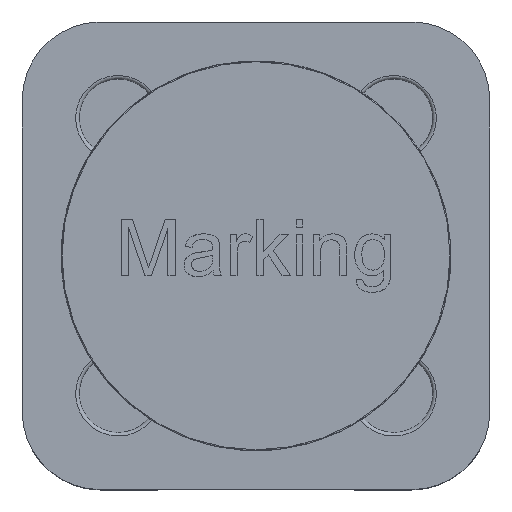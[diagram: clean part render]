
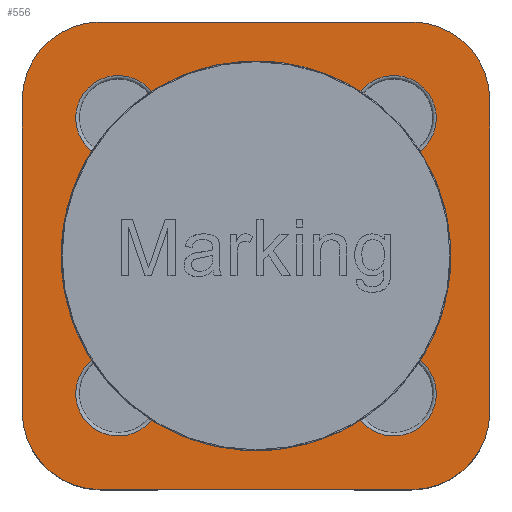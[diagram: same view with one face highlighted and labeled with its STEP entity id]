
A CAD part, top view. The second image highlights one B-rep face of the part: STEP entity #556.
In plain terms, the highlighted planar face has unit normal (0, 0, 1).
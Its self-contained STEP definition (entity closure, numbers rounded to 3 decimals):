
#556 = ADVANCED_FACE( '', ( #1156, #1157 ), #1158, .T. );
#1156 = FACE_OUTER_BOUND( '', #1815, .T. );
#1157 = FACE_BOUND( '', #1816, .T. );
#1158 = PLANE( '', #1817 );
#1815 = EDGE_LOOP( '', ( #3595, #3596, #3597, #3598, #3599, #3600, #3601, #3602 ) );
#1816 = EDGE_LOOP( '', ( #3603, #3604, #3605, #3606, #3607, #3608, #3609, #3610 ) );
#1817 = AXIS2_PLACEMENT_3D( '', #3611, #3612, #3613 );
#3595 = ORIENTED_EDGE( '', *, *, #4779, .T. );
#3596 = ORIENTED_EDGE( '', *, *, #4705, .T. );
#3597 = ORIENTED_EDGE( '', *, *, #4411, .T. );
#3598 = ORIENTED_EDGE( '', *, *, #4447, .T. );
#3599 = ORIENTED_EDGE( '', *, *, #4587, .T. );
#3600 = ORIENTED_EDGE( '', *, *, #4780, .T. );
#3601 = ORIENTED_EDGE( '', *, *, #4225, .T. );
#3602 = ORIENTED_EDGE( '', *, *, #4713, .T. );
#3603 = ORIENTED_EDGE( '', *, *, #4385, .T. );
#3604 = ORIENTED_EDGE( '', *, *, #4750, .T. );
#3605 = ORIENTED_EDGE( '', *, *, #4397, .T. );
#3606 = ORIENTED_EDGE( '', *, *, #4261, .T. );
#3607 = ORIENTED_EDGE( '', *, *, #4395, .T. );
#3608 = ORIENTED_EDGE( '', *, *, #4781, .T. );
#3609 = ORIENTED_EDGE( '', *, *, #4389, .T. );
#3610 = ORIENTED_EDGE( '', *, *, #4169, .T. );
#3611 = CARTESIAN_POINT( '', ( -6., -6., 2.875 ) );
#3612 = DIRECTION( '', ( 0., 0., 1. ) );
#3613 = DIRECTION( '', ( 1., 0., 0. ) );
#4169 = EDGE_CURVE( '', #4967, #4971, #4973, .F. );
#4225 = EDGE_CURVE( '', #5075, #5073, #5076, .T. );
#4261 = EDGE_CURVE( '', #5132, #5134, #5136, .F. );
#4385 = EDGE_CURVE( '', #4971, #5339, #5341, .T. );
#4389 = EDGE_CURVE( '', #5347, #4967, #5348, .T. );
#4395 = EDGE_CURVE( '', #5134, #5357, #5359, .T. );
#4397 = EDGE_CURVE( '', #5361, #5132, #5362, .T. );
#4411 = EDGE_CURVE( '', #5387, #5385, #5388, .T. );
#4447 = EDGE_CURVE( '', #5385, #5442, #5443, .T. );
#4587 = EDGE_CURVE( '', #5442, #5646, #5648, .T. );
#4705 = EDGE_CURVE( '', #5805, #5387, #5806, .T. );
#4713 = EDGE_CURVE( '', #5073, #5814, #5815, .T. );
#4750 = EDGE_CURVE( '', #5339, #5361, #5862, .F. );
#4779 = EDGE_CURVE( '', #5814, #5805, #5893, .T. );
#4780 = EDGE_CURVE( '', #5646, #5075, #5894, .T. );
#4781 = EDGE_CURVE( '', #5357, #5347, #5895, .F. );
#4967 = VERTEX_POINT( '', #6200 );
#4971 = VERTEX_POINT( '', #6219 );
#4973 = CIRCLE( '', #6236, 1.09 );
#5073 = VERTEX_POINT( '', #6388 );
#5075 = VERTEX_POINT( '', #6391 );
#5076 = LINE( '', #6392, #6393 );
#5132 = VERTEX_POINT( '', #6510 );
#5134 = VERTEX_POINT( '', #6527 );
#5136 = CIRCLE( '', #6544, 1.09 );
#5339 = VERTEX_POINT( '', #6851 );
#5341 = CIRCLE( '', #6868, 5. );
#5347 = VERTEX_POINT( '', #6876 );
#5348 = CIRCLE( '', #6877, 5. );
#5357 = VERTEX_POINT( '', #6903 );
#5359 = CIRCLE( '', #6920, 5. );
#5361 = VERTEX_POINT( '', #6922 );
#5362 = CIRCLE( '', #6923, 5. );
#5385 = VERTEX_POINT( '', #6966 );
#5387 = VERTEX_POINT( '', #6969 );
#5388 = LINE( '', #6970, #6971 );
#5442 = VERTEX_POINT( '', #7088 );
#5443 = CIRCLE( '', #7089, 2. );
#5646 = VERTEX_POINT( '', #7566 );
#5648 = LINE( '', #7569, #7570 );
#5805 = VERTEX_POINT( '', #8017 );
#5806 = CIRCLE( '', #8018, 2. );
#5814 = VERTEX_POINT( '', #8028 );
#5815 = CIRCLE( '', #8029, 2. );
#5862 = CIRCLE( '', #8115, 1.09 );
#5893 = LINE( '', #8169, #8170 );
#5894 = CIRCLE( '', #8171, 2. );
#5895 = CIRCLE( '', #8172, 1.09 );
#6200 = CARTESIAN_POINT( '', ( -2.685, -4.218, 2.875 ) );
#6219 = CARTESIAN_POINT( '', ( -4.218, -2.685, 2.875 ) );
#6236 = AXIS2_PLACEMENT_3D( '', #8434, #8435, #8436 );
#6388 = CARTESIAN_POINT( '', ( -4., 6., 2.875 ) );
#6391 = CARTESIAN_POINT( '', ( 4., 6., 2.875 ) );
#6392 = CARTESIAN_POINT( '', ( 6., 6., 2.875 ) );
#6393 = VECTOR( '', #8502, 1000. );
#6510 = CARTESIAN_POINT( '', ( 2.685, 4.218, 2.875 ) );
#6527 = CARTESIAN_POINT( '', ( 4.218, 2.685, 2.875 ) );
#6544 = AXIS2_PLACEMENT_3D( '', #8532, #8533, #8534 );
#6851 = CARTESIAN_POINT( '', ( -4.218, 2.685, 2.875 ) );
#6868 = AXIS2_PLACEMENT_3D( '', #8665, #8666, #8667 );
#6876 = CARTESIAN_POINT( '', ( 2.685, -4.218, 2.875 ) );
#6877 = AXIS2_PLACEMENT_3D( '', #8673, #8674, #8675 );
#6903 = CARTESIAN_POINT( '', ( 4.218, -2.685, 2.875 ) );
#6920 = AXIS2_PLACEMENT_3D( '', #8681, #8682, #8683 );
#6922 = CARTESIAN_POINT( '', ( -2.685, 4.218, 2.875 ) );
#6923 = AXIS2_PLACEMENT_3D( '', #8687, #8688, #8689 );
#6966 = CARTESIAN_POINT( '', ( 4., -6., 2.875 ) );
#6969 = CARTESIAN_POINT( '', ( -4., -6., 2.875 ) );
#6970 = CARTESIAN_POINT( '', ( -6., -6., 2.875 ) );
#6971 = VECTOR( '', #8711, 1000. );
#7088 = CARTESIAN_POINT( '', ( 6., -4., 2.875 ) );
#7089 = AXIS2_PLACEMENT_3D( '', #8735, #8736, #8737 );
#7566 = CARTESIAN_POINT( '', ( 6., 4., 2.875 ) );
#7569 = CARTESIAN_POINT( '', ( 6., -6., 2.875 ) );
#7570 = VECTOR( '', #8849, 1000. );
#8017 = CARTESIAN_POINT( '', ( -6., -4., 2.875 ) );
#8018 = AXIS2_PLACEMENT_3D( '', #8941, #8942, #8943 );
#8028 = CARTESIAN_POINT( '', ( -6., 4., 2.875 ) );
#8029 = AXIS2_PLACEMENT_3D( '', #8951, #8952, #8953 );
#8115 = AXIS2_PLACEMENT_3D( '', #8979, #8980, #8981 );
#8169 = CARTESIAN_POINT( '', ( -6., 6., 2.875 ) );
#8170 = VECTOR( '', #9011, 1000. );
#8171 = AXIS2_PLACEMENT_3D( '', #9012, #9013, #9014 );
#8172 = AXIS2_PLACEMENT_3D( '', #9015, #9016, #9017 );
#8434 = CARTESIAN_POINT( '', ( -3.536, -3.536, 2.875 ) );
#8435 = DIRECTION( '', ( 0., 0., 1. ) );
#8436 = DIRECTION( '', ( 1., 0., 0. ) );
#8502 = DIRECTION( '', ( -1., 0., 0. ) );
#8532 = CARTESIAN_POINT( '', ( 3.536, 3.536, 2.875 ) );
#8533 = DIRECTION( '', ( 0., 0., 1. ) );
#8534 = DIRECTION( '', ( 1., 0., 0. ) );
#8665 = CARTESIAN_POINT( '', ( 0., 0., 2.875 ) );
#8666 = DIRECTION( '', ( 0., 0., -1. ) );
#8667 = DIRECTION( '', ( 1., 0., 0. ) );
#8673 = CARTESIAN_POINT( '', ( 0., 0., 2.875 ) );
#8674 = DIRECTION( '', ( 0., 0., -1. ) );
#8675 = DIRECTION( '', ( 1., 0., 0. ) );
#8681 = CARTESIAN_POINT( '', ( 0., 0., 2.875 ) );
#8682 = DIRECTION( '', ( 0., 0., -1. ) );
#8683 = DIRECTION( '', ( 1., 0., 0. ) );
#8687 = CARTESIAN_POINT( '', ( 0., 0., 2.875 ) );
#8688 = DIRECTION( '', ( 0., 0., -1. ) );
#8689 = DIRECTION( '', ( 1., 0., 0. ) );
#8711 = DIRECTION( '', ( 1., 0., 0. ) );
#8735 = CARTESIAN_POINT( '', ( 4., -4., 2.875 ) );
#8736 = DIRECTION( '', ( 0., 0., 1. ) );
#8737 = DIRECTION( '', ( 1., 0., 0. ) );
#8849 = DIRECTION( '', ( 0., 1., 0. ) );
#8941 = CARTESIAN_POINT( '', ( -4., -4., 2.875 ) );
#8942 = DIRECTION( '', ( 0., 0., 1. ) );
#8943 = DIRECTION( '', ( 1., 0., 0. ) );
#8951 = CARTESIAN_POINT( '', ( -4., 4., 2.875 ) );
#8952 = DIRECTION( '', ( 0., 0., 1. ) );
#8953 = DIRECTION( '', ( 1., 0., 0. ) );
#8979 = CARTESIAN_POINT( '', ( -3.536, 3.536, 2.875 ) );
#8980 = DIRECTION( '', ( 0., 0., 1. ) );
#8981 = DIRECTION( '', ( 1., 0., 0. ) );
#9011 = DIRECTION( '', ( 0., -1., 0. ) );
#9012 = CARTESIAN_POINT( '', ( 4., 4., 2.875 ) );
#9013 = DIRECTION( '', ( 0., 0., 1. ) );
#9014 = DIRECTION( '', ( 1., 0., 0. ) );
#9015 = CARTESIAN_POINT( '', ( 3.536, -3.536, 2.875 ) );
#9016 = DIRECTION( '', ( 0., 0., 1. ) );
#9017 = DIRECTION( '', ( 1., 0., 0. ) );
